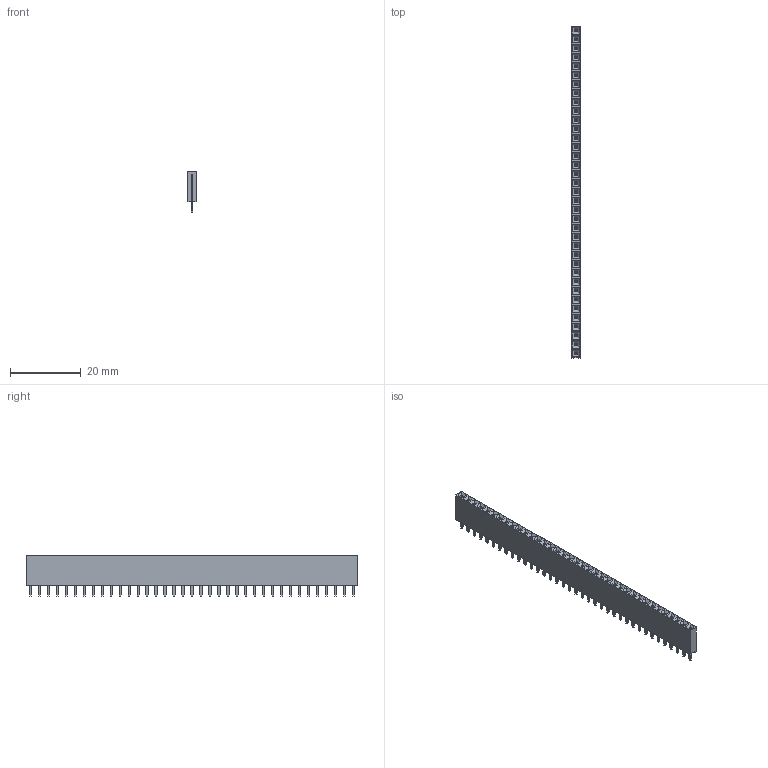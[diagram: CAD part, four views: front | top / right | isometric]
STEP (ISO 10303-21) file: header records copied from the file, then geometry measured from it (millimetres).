
FILE_DESCRIPTION(('FreeCAD Model'),'2;1');
FILE_NAME('Open CASCADE Shape Model','2023-05-12T03:20:20',( 'kicad StepUp'),('ksu MCAD'),'Open CASCADE STEP processor 7.6', 'FreeCAD','Unknown');
FILE_SCHEMA(('AUTOMOTIVE_DESIGN { 1 0 10303 214 1 1 1 1 }'));
Length unit declared in the file: millimetre
Products named in the file (39): Female_Header_1x37_P2.54_H8.5_straight; Pin_One036; Epoxy_Body036; Body715; Body716; Body717; Body718; Body719; Body720; Body721; Body722; Body723; Body712; Body724; Body725; Body726; Body727; Body728; Body729; Body730; Body731; Body732; Body733; Body734; Body735; Body736; Body737; Body738; Body739; Body740; Body741; Body742; Body743; Body744; Body745; Body746; Body747; Body748; Body749
Assembly tree (38 placements, depth 2):
  Female_Header_1x37_P2.54_H8.5_straight
    Pin_One036
    Epoxy_Body036
    Body715
    Body716
    Body717
    Body718
    Body719
    Body720
    Body721
    Body722
    Body723
    Body712
    Body724
    Body725
    Body726
    Body727
    Body728
    Body729
    Body730
    Body731
    Body732
    Body733
    Body734
    Body735
    Body736
    Body737
    Body738
    Body739
    Body740
    Body741
    Body742
    Body743
    Body744
    Body745
    Body746
    Body747
    Body748
    Body749
Bounding box: 2.5 x 93.98 x 11.5 mm (x, y, z)
Volume: 1728.3 mm3; surface area: 5000 mm2
Topology: 38 solids, 38 shells, 1492 faces, 4174 edges, 2758 vertices
Faces by surface type: plane 1083, cylinder 261, bspline 148
Entity records: 48425 total; most frequent: CARTESIAN_POINT 9055, ORIENTED_EDGE 8348, DIRECTION 7388, EDGE_CURVE 4174, LINE 3430, VECTOR 3430, VERTEX_POINT 2758, AXIS2_PLACEMENT_3D 1979
